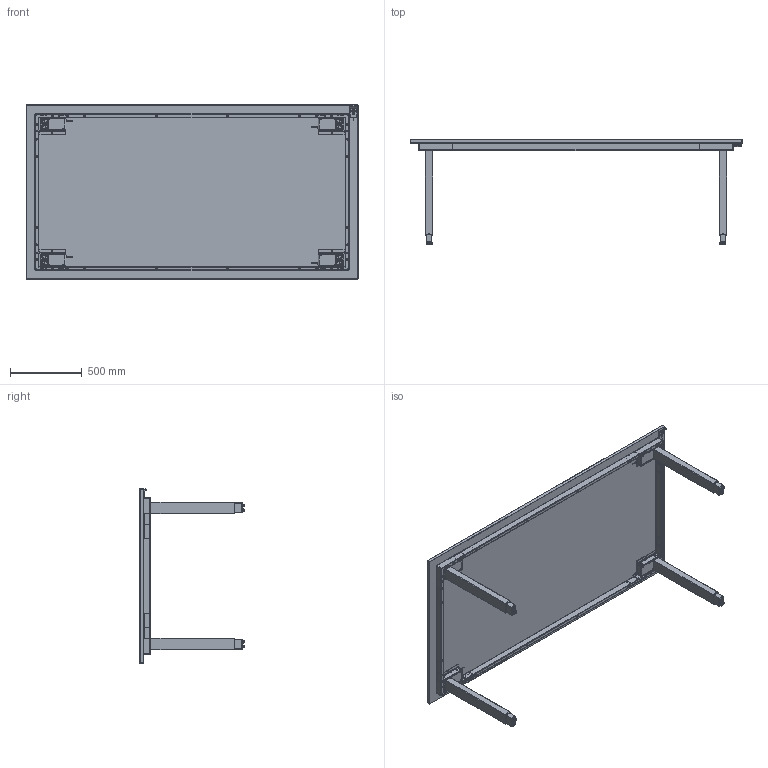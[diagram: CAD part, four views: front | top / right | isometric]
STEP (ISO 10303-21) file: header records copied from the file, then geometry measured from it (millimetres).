
FILE_DESCRIPTION (( 'STEP AP203' ), '1' );
FILE_NAME ('NARROW-WIDE UP 2315 - HIGH END by Swedstyle_565000XXG-1.STEP', '2021-03-10T09:17:13', ( '' ), ( '' ), 'SwSTEP 2.0', 'SolidWorks 2019', '' );
FILE_SCHEMA (( 'CONFIG_CONTROL_DESIGN' ));
Length unit declared in the file: millimetre
Products named in the file (3): NARROW-WIDE UP 2315 - HIGH END by Swedstyle_565000XXG-1; Skiva inkl. bordskontroll - Narrow-Wide Up 2315 HIGH END; Narrow Wide Up 2315, +50mm, exkl. skiva - HIGH END
Assembly tree (2 placements, depth 2):
  NARROW-WIDE UP 2315 - HIGH END by Swedstyle_565000XXG-1
    Narrow Wide Up 2315, +50mm, exkl. skiva - HIGH END
    Skiva inkl. bordskontroll - Narrow-Wide Up 2315 HIGH END
Bounding box: 2315 x 726.8 x 1215.18 mm (x, y, z)
Surface area: 8481536.6 mm2 (no closed solid volume)
Topology: 0 solids, 277 shells, 1249 faces, 5817 edges, 4694 vertices
Faces by surface type: plane 597, cylinder 462, sphere 82, cone 56, torus 43, bspline 9
Entity records: 60487 total; most frequent: CARTESIAN_POINT 13053, DIRECTION 10431, ORIENTED_EDGE 7537, EDGE_CURVE 5793, VERTEX_POINT 4694, AXIS2_PLACEMENT_3D 3638, VECTOR 3155, LINE 3155
